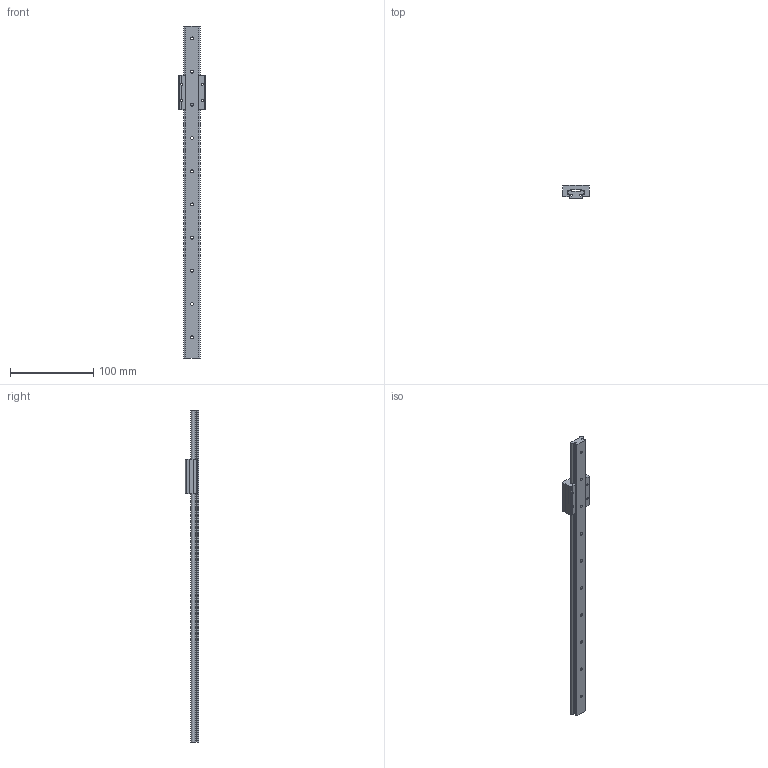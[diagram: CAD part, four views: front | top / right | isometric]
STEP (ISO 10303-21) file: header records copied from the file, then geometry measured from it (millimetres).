
FILE_DESCRIPTION (( 'STEP AP203' ), '1' );
FILE_NAME ('MR15-0400-1.step', '2024-10-21T11:19:12', ( '' ), ( '' ), 'SwSTEP 2.0', 'SolidWorks 2023', '' );
FILE_SCHEMA (( 'CONFIG_CONTROL_DESIGN' ));
Length unit declared in the file: inch
Products named in the file (3): MR15-0400-1_RAIL; MR15-0400-1; MR15-0400-1_CARRIAGE
Assembly tree (2 placements, depth 2):
  MR15-0400-1
    MR15-0400-1_CARRIAGE
    MR15-0400-1_RAIL
Bounding box: 32 x 16 x 400 mm (x, y, z)
Volume: 66839 mm3; surface area: 35757.7 mm2
Topology: 4 solids, 4 shells, 178 faces, 486 edges, 324 vertices
Faces by surface type: plane 93, cylinder 85
Entity records: 6043 total; most frequent: CARTESIAN_POINT 1029, DIRECTION 1010, ORIENTED_EDGE 972, EDGE_CURVE 486, AXIS2_PLACEMENT_3D 353, VERTEX_POINT 324, LINE 304, VECTOR 304
